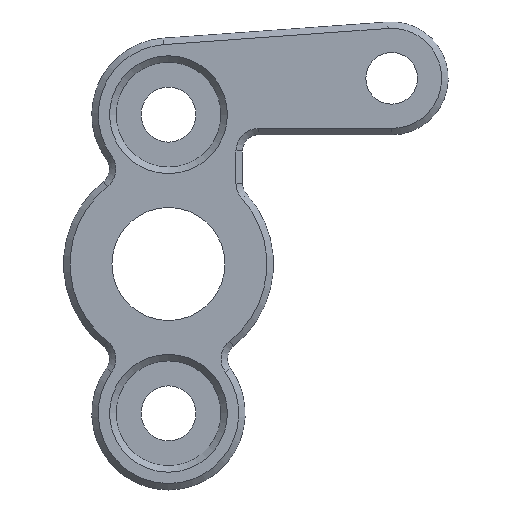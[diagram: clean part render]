
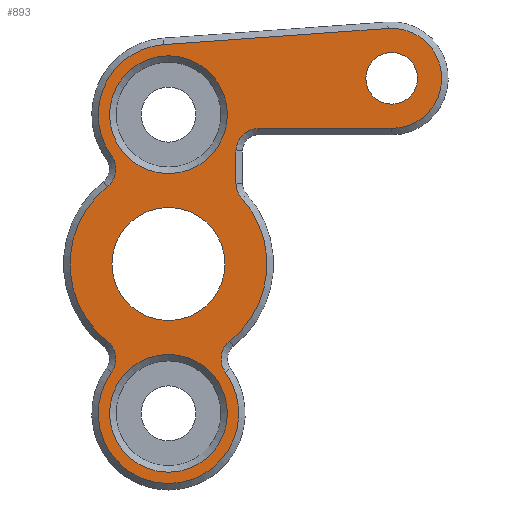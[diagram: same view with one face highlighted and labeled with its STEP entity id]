
A CAD part, left-side view. The second image highlights one B-rep face of the part: STEP entity #893.
In plain terms, the highlighted planar face has unit normal (-1, 0, 0).
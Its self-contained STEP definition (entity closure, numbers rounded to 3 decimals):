
#19=FACE_BOUND('',#150,.T.);
#20=FACE_BOUND('',#151,.T.);
#21=FACE_BOUND('',#152,.T.);
#22=FACE_BOUND('',#153,.T.);
#48=PLANE('',#1006);
#87=FACE_OUTER_BOUND('',#149,.T.);
#149=EDGE_LOOP('',(#714,#715,#716,#717,#718,#719,#720,#721,#722,#723,#724,
#725,#726));
#150=EDGE_LOOP('',(#727));
#151=EDGE_LOOP('',(#728));
#152=EDGE_LOOP('',(#729));
#153=EDGE_LOOP('',(#730));
#217=CIRCLE('',#993,1.6);
#222=CIRCLE('',#1003,3.65);
#225=CIRCLE('',#1007,3.1);
#226=CIRCLE('',#1008,4.35);
#227=CIRCLE('',#1009,1.4);
#228=CIRCLE('',#1010,6.1);
#229=CIRCLE('',#1011,1.4);
#230=CIRCLE('',#1012,4.35);
#231=CIRCLE('',#1013,1.4);
#232=CIRCLE('',#1014,6.1);
#233=CIRCLE('',#1015,1.4);
#234=CIRCLE('',#1016,1.4);
#235=CIRCLE('',#1017,3.65);
#236=CIRCLE('',#1018,3.5);
#284=LINE('',#1526,#349);
#285=LINE('',#1530,#350);
#286=LINE('',#1548,#351);
#349=VECTOR('',#1239,10.);
#350=VECTOR('',#1242,10.);
#351=VECTOR('',#1259,10.);
#418=VERTEX_POINT('',#1496);
#423=VERTEX_POINT('',#1516);
#426=VERTEX_POINT('',#1524);
#427=VERTEX_POINT('',#1525);
#428=VERTEX_POINT('',#1527);
#429=VERTEX_POINT('',#1529);
#430=VERTEX_POINT('',#1531);
#431=VERTEX_POINT('',#1533);
#432=VERTEX_POINT('',#1535);
#433=VERTEX_POINT('',#1537);
#434=VERTEX_POINT('',#1539);
#435=VERTEX_POINT('',#1541);
#436=VERTEX_POINT('',#1543);
#437=VERTEX_POINT('',#1545);
#438=VERTEX_POINT('',#1547);
#439=VERTEX_POINT('',#1550);
#440=VERTEX_POINT('',#1552);
#516=EDGE_CURVE('',#418,#418,#217,.T.);
#526=EDGE_CURVE('',#423,#423,#222,.T.);
#530=EDGE_CURVE('',#426,#427,#284,.T.);
#531=EDGE_CURVE('',#427,#428,#225,.T.);
#532=EDGE_CURVE('',#428,#429,#285,.T.);
#533=EDGE_CURVE('',#429,#430,#226,.T.);
#534=EDGE_CURVE('',#430,#431,#227,.T.);
#535=EDGE_CURVE('',#431,#432,#228,.T.);
#536=EDGE_CURVE('',#432,#433,#229,.T.);
#537=EDGE_CURVE('',#433,#434,#230,.T.);
#538=EDGE_CURVE('',#434,#435,#231,.T.);
#539=EDGE_CURVE('',#435,#436,#232,.T.);
#540=EDGE_CURVE('',#436,#437,#233,.T.);
#541=EDGE_CURVE('',#437,#438,#286,.T.);
#542=EDGE_CURVE('',#438,#426,#234,.T.);
#543=EDGE_CURVE('',#439,#439,#235,.T.);
#544=EDGE_CURVE('',#440,#440,#236,.T.);
#714=ORIENTED_EDGE('',*,*,#530,.T.);
#715=ORIENTED_EDGE('',*,*,#531,.T.);
#716=ORIENTED_EDGE('',*,*,#532,.T.);
#717=ORIENTED_EDGE('',*,*,#533,.T.);
#718=ORIENTED_EDGE('',*,*,#534,.T.);
#719=ORIENTED_EDGE('',*,*,#535,.T.);
#720=ORIENTED_EDGE('',*,*,#536,.T.);
#721=ORIENTED_EDGE('',*,*,#537,.T.);
#722=ORIENTED_EDGE('',*,*,#538,.T.);
#723=ORIENTED_EDGE('',*,*,#539,.T.);
#724=ORIENTED_EDGE('',*,*,#540,.T.);
#725=ORIENTED_EDGE('',*,*,#541,.T.);
#726=ORIENTED_EDGE('',*,*,#542,.T.);
#727=ORIENTED_EDGE('',*,*,#543,.T.);
#728=ORIENTED_EDGE('',*,*,#516,.F.);
#729=ORIENTED_EDGE('',*,*,#544,.F.);
#730=ORIENTED_EDGE('',*,*,#526,.T.);
#893=ADVANCED_FACE('',(#87,#19,#20,#21,#22),#48,.F.);
#993=AXIS2_PLACEMENT_3D('',#1497,#1205,#1206);
#1003=AXIS2_PLACEMENT_3D('',#1517,#1230,#1231);
#1006=AXIS2_PLACEMENT_3D('',#1523,#1237,#1238);
#1007=AXIS2_PLACEMENT_3D('',#1528,#1240,#1241);
#1008=AXIS2_PLACEMENT_3D('',#1532,#1243,#1244);
#1009=AXIS2_PLACEMENT_3D('',#1534,#1245,#1246);
#1010=AXIS2_PLACEMENT_3D('',#1536,#1247,#1248);
#1011=AXIS2_PLACEMENT_3D('',#1538,#1249,#1250);
#1012=AXIS2_PLACEMENT_3D('',#1540,#1251,#1252);
#1013=AXIS2_PLACEMENT_3D('',#1542,#1253,#1254);
#1014=AXIS2_PLACEMENT_3D('',#1544,#1255,#1256);
#1015=AXIS2_PLACEMENT_3D('',#1546,#1257,#1258);
#1016=AXIS2_PLACEMENT_3D('',#1549,#1260,#1261);
#1017=AXIS2_PLACEMENT_3D('',#1551,#1262,#1263);
#1018=AXIS2_PLACEMENT_3D('',#1553,#1264,#1265);
#1205=DIRECTION('center_axis',(-1.,0.,0.));
#1206=DIRECTION('ref_axis',(0.,-1.,0.));
#1230=DIRECTION('center_axis',(1.,0.,0.));
#1231=DIRECTION('ref_axis',(0.,1.,0.));
#1237=DIRECTION('center_axis',(1.,0.,0.));
#1238=DIRECTION('ref_axis',(0.,-1.,0.));
#1239=DIRECTION('',(0.,-1.,0.));
#1240=DIRECTION('center_axis',(-1.,0.,0.));
#1241=DIRECTION('ref_axis',(0.,-1.,0.));
#1242=DIRECTION('',(0.,0.997,-0.072));
#1243=DIRECTION('center_axis',(-1.,0.,0.));
#1244=DIRECTION('ref_axis',(0.,1.,0.));
#1245=DIRECTION('center_axis',(1.,0.,0.));
#1246=DIRECTION('ref_axis',(0.,-0.991,-0.137));
#1247=DIRECTION('center_axis',(-1.,0.,0.));
#1248=DIRECTION('ref_axis',(0.,1.,0.));
#1249=DIRECTION('center_axis',(1.,0.,0.));
#1250=DIRECTION('ref_axis',(0.,-0.991,0.137));
#1251=DIRECTION('center_axis',(-1.,0.,0.));
#1252=DIRECTION('ref_axis',(0.,-1.,0.));
#1253=DIRECTION('center_axis',(1.,0.,0.));
#1254=DIRECTION('ref_axis',(0.,0.991,0.137));
#1255=DIRECTION('center_axis',(-1.,0.,0.));
#1256=DIRECTION('ref_axis',(0.,-1.,0.));
#1257=DIRECTION('center_axis',(1.,0.,0.));
#1258=DIRECTION('ref_axis',(0.,0.934,-0.358));
#1259=DIRECTION('',(0.,0.,1.));
#1260=DIRECTION('center_axis',(1.,0.,0.));
#1261=DIRECTION('ref_axis',(0.,0.707,0.707));
#1262=DIRECTION('center_axis',(1.,0.,0.));
#1263=DIRECTION('ref_axis',(0.,1.,0.));
#1264=DIRECTION('center_axis',(-1.,0.,0.));
#1265=DIRECTION('ref_axis',(0.,-1.,0.));
#1496=CARTESIAN_POINT('',(-27.575,-12.227,11.5));
#1497=CARTESIAN_POINT('Origin',(-27.575,-13.827,11.5));
#1516=CARTESIAN_POINT('',(-27.575,-3.65,-9.25));
#1517=CARTESIAN_POINT('Origin',(-27.575,0.,-9.25));
#1523=CARTESIAN_POINT('Origin',(-27.575,0.,0.));
#1524=CARTESIAN_POINT('',(-27.575,-5.583,8.4));
#1525=CARTESIAN_POINT('',(-27.575,-13.827,8.4));
#1526=CARTESIAN_POINT('',(-27.575,-6.914,8.4));
#1527=CARTESIAN_POINT('',(-27.575,-13.604,14.592));
#1528=CARTESIAN_POINT('Origin',(-27.575,-13.827,11.5));
#1529=CARTESIAN_POINT('',(-27.575,0.313,13.589));
#1530=CARTESIAN_POINT('',(-27.575,0.644,13.565));
#1531=CARTESIAN_POINT('',(-27.575,3.524,6.699));
#1532=CARTESIAN_POINT('Origin',(-27.575,0.,9.25));
#1533=CARTESIAN_POINT('',(-27.575,3.788,4.781));
#1534=CARTESIAN_POINT('Origin',(-27.575,4.658,5.878));
#1535=CARTESIAN_POINT('',(-27.575,3.788,-4.781));
#1536=CARTESIAN_POINT('Origin',(-27.575,0.,0.));
#1537=CARTESIAN_POINT('',(-27.575,3.524,-6.699));
#1538=CARTESIAN_POINT('Origin',(-27.575,4.658,-5.878));
#1539=CARTESIAN_POINT('',(-27.575,-3.524,-6.699));
#1540=CARTESIAN_POINT('Origin',(-27.575,0.,-9.25));
#1541=CARTESIAN_POINT('',(-27.575,-3.788,-4.781));
#1542=CARTESIAN_POINT('Origin',(-27.575,-4.658,-5.878));
#1543=CARTESIAN_POINT('',(-27.575,-4.54,4.074));
#1544=CARTESIAN_POINT('Origin',(-27.575,0.,0.));
#1545=CARTESIAN_POINT('',(-27.575,-4.183,5.008));
#1546=CARTESIAN_POINT('Origin',(-27.575,-5.583,5.008));
#1547=CARTESIAN_POINT('',(-27.575,-4.183,7.));
#1548=CARTESIAN_POINT('',(-27.575,-4.183,4.));
#1549=CARTESIAN_POINT('Origin',(-27.575,-5.583,7.));
#1550=CARTESIAN_POINT('',(-27.575,-3.65,9.25));
#1551=CARTESIAN_POINT('Origin',(-27.575,0.,9.25));
#1552=CARTESIAN_POINT('',(-27.575,3.5,0.));
#1553=CARTESIAN_POINT('Origin',(-27.575,0.,0.));
